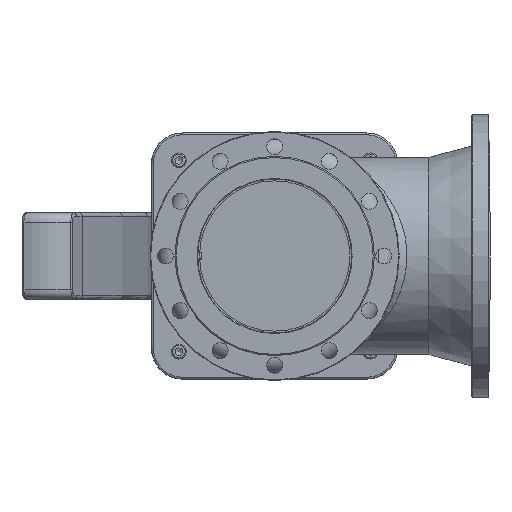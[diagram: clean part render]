
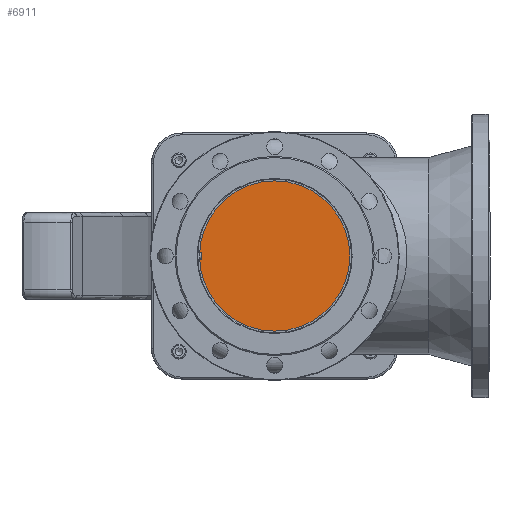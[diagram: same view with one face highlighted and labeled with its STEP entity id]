
A CAD part, front view. The second image highlights one B-rep face of the part: STEP entity #6911.
In plain terms, the highlighted planar face has unit normal (0, -1, 0).
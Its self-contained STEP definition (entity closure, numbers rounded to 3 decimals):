
#364=PLANE('',#7698);
#1744=FACE_OUTER_BOUND('',#2234,.T.);
#2234=EDGE_LOOP('',(#5337));
#2650=CIRCLE('',#7684,125.);
#3171=VERTEX_POINT('',#12091);
#3929=EDGE_CURVE('',#3171,#3171,#2650,.T.);
#5337=ORIENTED_EDGE('',*,*,#3929,.T.);
#6911=ADVANCED_FACE('',(#1744),#364,.T.);
#7684=AXIS2_PLACEMENT_3D('',#12093,#9011,#9012);
#7698=AXIS2_PLACEMENT_3D('',#12117,#9042,#9043);
#9011=DIRECTION('center_axis',(0.,-1.,0.));
#9012=DIRECTION('ref_axis',(-1.,0.,0.));
#9042=DIRECTION('center_axis',(0.,-1.,0.));
#9043=DIRECTION('ref_axis',(0.,0.,-1.));
#12091=CARTESIAN_POINT('',(125.,-270.,0.));
#12093=CARTESIAN_POINT('Origin',(0.,-270.,0.));
#12117=CARTESIAN_POINT('Origin',(0.,-270.,0.));
